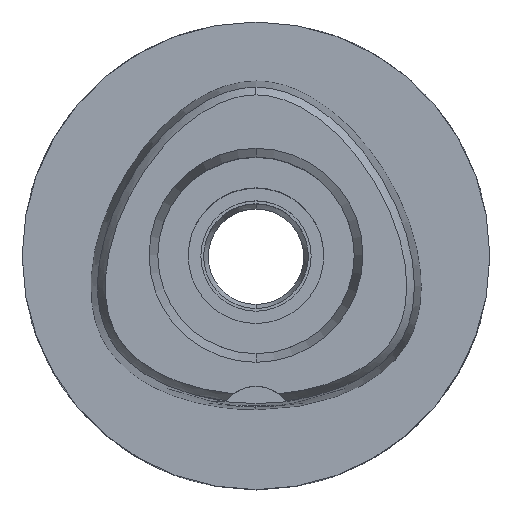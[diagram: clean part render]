
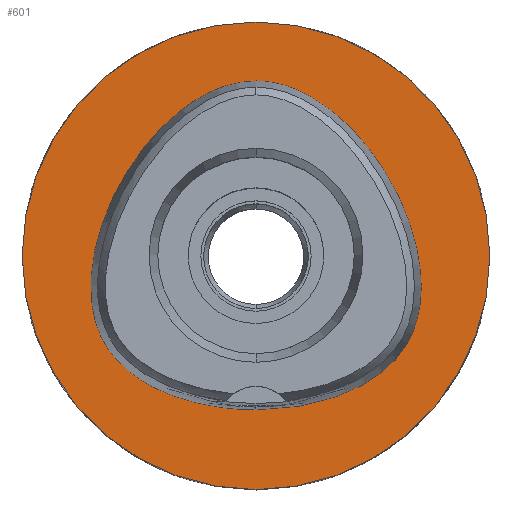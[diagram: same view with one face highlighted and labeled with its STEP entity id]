
A CAD part, top view. The second image highlights one B-rep face of the part: STEP entity #601.
In plain terms, the highlighted planar face has unit normal (0, 0, 1).
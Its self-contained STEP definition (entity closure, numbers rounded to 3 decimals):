
#84 = CARTESIAN_POINT ( 'NONE',  ( 5.051, -16.156, 0. ) ) ;
#153 = CARTESIAN_POINT ( 'NONE',  ( 17.498, -0.229, 0. ) ) ;
#163 = EDGE_CURVE ( 'NONE', #375, #2094, #1705, .T. ) ;
#215 = DIRECTION ( 'NONE',  ( 0., 0., -1. ) ) ;
#288 = CARTESIAN_POINT ( 'NONE',  ( 0., 0., 0. ) ) ;
#375 = VERTEX_POINT ( 'NONE', #4390 ) ;
#440 = EDGE_LOOP ( 'NONE', ( #3192, #4369 ) ) ;
#459 = CARTESIAN_POINT ( 'NONE',  ( 17.711, -3.269, 0. ) ) ;
#480 = CARTESIAN_POINT ( 'NONE',  ( 17.564, -5.456, 0. ) ) ;
#547 = CARTESIAN_POINT ( 'NONE',  ( 0., 25., 0. ) ) ;
#601 = ADVANCED_FACE ( 'NONE', ( #2306, #2766 ), #4528, .F. ) ;
#652 = AXIS2_PLACEMENT_3D ( 'NONE', #1418, #2454, #3567 ) ;
#673 = VERTEX_POINT ( 'NONE', #3860 ) ;
#815 = CARTESIAN_POINT ( 'NONE',  ( 11.687, -13.704, 0. ) ) ;
#818 = EDGE_LOOP ( 'NONE', ( #4515, #1687 ) ) ;
#863 = CARTESIAN_POINT ( 'NONE',  ( 16.206, -9.357, 0. ) ) ;
#930 = CARTESIAN_POINT ( 'NONE',  ( -7.968, 15.831, 0. ) ) ;
#956 = CARTESIAN_POINT ( 'NONE',  ( -8.947, -15.039, 0. ) ) ;
#964 = DIRECTION ( 'NONE',  ( 0., 0., -1. ) ) ;
#1286 = CARTESIAN_POINT ( 'NONE',  ( -16.669, -8.446, 0. ) ) ;
#1330 = CARTESIAN_POINT ( 'NONE',  ( -16.206, -9.357, 0. ) ) ;
#1418 = CARTESIAN_POINT ( 'NONE',  ( 0., 0., 0. ) ) ;
#1517 = CARTESIAN_POINT ( 'NONE',  ( 17.165, -7.166, 0. ) ) ;
#1538 = CARTESIAN_POINT ( 'NONE',  ( 16.669, -8.446, 0. ) ) ;
#1657 = CARTESIAN_POINT ( 'NONE',  ( -15.649, -10.213, 0. ) ) ;
#1687 = ORIENTED_EDGE ( 'NONE', *, *, #163, .F. ) ;
#1702 = CARTESIAN_POINT ( 'NONE',  ( -14.38, 8.302, 0. ) ) ;
#1705 = CIRCLE ( 'NONE', #4521, 25. ) ;
#1920 = CARTESIAN_POINT ( 'NONE',  ( 11.466, 12.452, 0. ) ) ;
#1966 = CARTESIAN_POINT ( 'NONE',  ( -16.517, 3.703, 0. ) ) ;
#2017 = CARTESIAN_POINT ( 'NONE',  ( -2.041, 18.55, 0. ) ) ;
#2058 = CARTESIAN_POINT ( 'NONE',  ( -17.711, -3.269, 0. ) ) ;
#2091 = CARTESIAN_POINT ( 'NONE',  ( 0., 18.695, 0. ) ) ;
#2094 = VERTEX_POINT ( 'NONE', #547 ) ;
#2243 = CARTESIAN_POINT ( 'NONE',  ( 13.507, -12.483, 0. ) ) ;
#2288 = CARTESIAN_POINT ( 'NONE',  ( 0.68, 18.695, 0. ) ) ;
#2306 = FACE_OUTER_BOUND ( 'NONE', #818, .T. ) ;
#2383 = CIRCLE ( 'NONE', #652, 25. ) ;
#2389 = CARTESIAN_POINT ( 'NONE',  ( -5.051, -16.156, 0. ) ) ;
#2454 = DIRECTION ( 'NONE',  ( 0., 0., -1. ) ) ;
#2650 = CARTESIAN_POINT ( 'NONE',  ( 4.729, 17.735, 0. ) ) ;
#2766 = FACE_BOUND ( 'NONE', #440, .T. ) ;
#2941 = CARTESIAN_POINT ( 'NONE',  ( 14.788, -11.282, 0. ) ) ;
#2986 = CARTESIAN_POINT ( 'NONE',  ( 8.947, -15.039, 0. ) ) ;
#3010 = B_SPLINE_CURVE_WITH_KNOTS ( 'NONE', 3,
 ( #4535, #3127, #2017, #3865, #930, #3463, #1702, #1966, #3109, #2058, #4171, #3415, #1286, #1330, #1657, #3502, #3817, #4191, #956, #2389, #3845, #3483 ),
 .UNSPECIFIED., .F., .F.,
 ( 4, 1, 1, 1, 1, 1, 1, 1, 1, 1, 1, 1, 1, 1, 1, 1, 1, 1, 1, 4 ),
 ( 0., 0.042, 0.083, 0.167, 0.25, 0.333, 0.417, 0.5, 0.542, 0.583, 0.625, 0.646, 0.667, 0.688, 0.708, 0.75, 0.792, 0.833, 0.917, 1. ),
 .UNSPECIFIED. ) ;
#3056 = CARTESIAN_POINT ( 'NONE',  ( 0., 18.695, 0. ) ) ;
#3109 = CARTESIAN_POINT ( 'NONE',  ( -17.498, -0.229, 0. ) ) ;
#3127 = CARTESIAN_POINT ( 'NONE',  ( -0.68, 18.695, 0. ) ) ;
#3192 = ORIENTED_EDGE ( 'NONE', *, *, #4500, .F. ) ;
#3293 = CARTESIAN_POINT ( 'NONE',  ( 1.684, -16.455, 0. ) ) ;
#3408 = B_SPLINE_CURVE_WITH_KNOTS ( 'NONE', 3,
 ( #3672, #3293, #84, #2986, #815, #2243, #2941, #4391, #863, #1538, #1517, #480, #459, #153, #4439, #3718, #1920, #4463, #2650, #4102, #2288, #3056 ),
 .UNSPECIFIED., .F., .F.,
 ( 4, 1, 1, 1, 1, 1, 1, 1, 1, 1, 1, 1, 1, 1, 1, 1, 1, 1, 1, 4 ),
 ( 0., 0.083, 0.167, 0.208, 0.25, 0.292, 0.312, 0.333, 0.354, 0.375, 0.417, 0.458, 0.5, 0.583, 0.667, 0.75, 0.833, 0.917, 0.958, 1. ),
 .UNSPECIFIED. ) ;
#3415 = CARTESIAN_POINT ( 'NONE',  ( -17.165, -7.166, 0. ) ) ;
#3463 = CARTESIAN_POINT ( 'NONE',  ( -11.466, 12.452, 0. ) ) ;
#3483 = CARTESIAN_POINT ( 'NONE',  ( 0., -16.455, 0. ) ) ;
#3502 = CARTESIAN_POINT ( 'NONE',  ( -14.788, -11.282, 0. ) ) ;
#3567 = DIRECTION ( 'NONE',  ( 0., 1., 0. ) ) ;
#3672 = CARTESIAN_POINT ( 'NONE',  ( 0., -16.455, 0. ) ) ;
#3718 = CARTESIAN_POINT ( 'NONE',  ( 14.38, 8.302, 0. ) ) ;
#3749 = VERTEX_POINT ( 'NONE', #2091 ) ;
#3817 = CARTESIAN_POINT ( 'NONE',  ( -13.507, -12.483, 0. ) ) ;
#3845 = CARTESIAN_POINT ( 'NONE',  ( -1.684, -16.455, 0. ) ) ;
#3860 = CARTESIAN_POINT ( 'NONE',  ( 0., -16.455, 0. ) ) ;
#3865 = CARTESIAN_POINT ( 'NONE',  ( -4.729, 17.735, 0. ) ) ;
#4102 = CARTESIAN_POINT ( 'NONE',  ( 2.041, 18.55, 0. ) ) ;
#4171 = CARTESIAN_POINT ( 'NONE',  ( -17.564, -5.456, 0. ) ) ;
#4191 = CARTESIAN_POINT ( 'NONE',  ( -11.687, -13.704, 0. ) ) ;
#4205 = AXIS2_PLACEMENT_3D ( 'NONE', #4479, #215, #4552 ) ;
#4264 = DIRECTION ( 'NONE',  ( 0., -1., 0. ) ) ;
#4352 = EDGE_CURVE ( 'NONE', #673, #3749, #3408, .T. ) ;
#4369 = ORIENTED_EDGE ( 'NONE', *, *, #4352, .F. ) ;
#4390 = CARTESIAN_POINT ( 'NONE',  ( 0., -25., 0. ) ) ;
#4391 = CARTESIAN_POINT ( 'NONE',  ( 15.649, -10.213, 0. ) ) ;
#4439 = CARTESIAN_POINT ( 'NONE',  ( 16.517, 3.703, 0. ) ) ;
#4463 = CARTESIAN_POINT ( 'NONE',  ( 7.968, 15.831, 0. ) ) ;
#4479 = CARTESIAN_POINT ( 'NONE',  ( 0., 0., 0. ) ) ;
#4500 = EDGE_CURVE ( 'NONE', #3749, #673, #3010, .T. ) ;
#4515 = ORIENTED_EDGE ( 'NONE', *, *, #4564, .F. ) ;
#4521 = AXIS2_PLACEMENT_3D ( 'NONE', #288, #964, #4264 ) ;
#4528 = PLANE ( 'NONE',  #4205 ) ;
#4535 = CARTESIAN_POINT ( 'NONE',  ( 0., 18.695, 0. ) ) ;
#4552 = DIRECTION ( 'NONE',  ( 0., -1., 0. ) ) ;
#4564 = EDGE_CURVE ( 'NONE', #2094, #375, #2383, .T. ) ;
